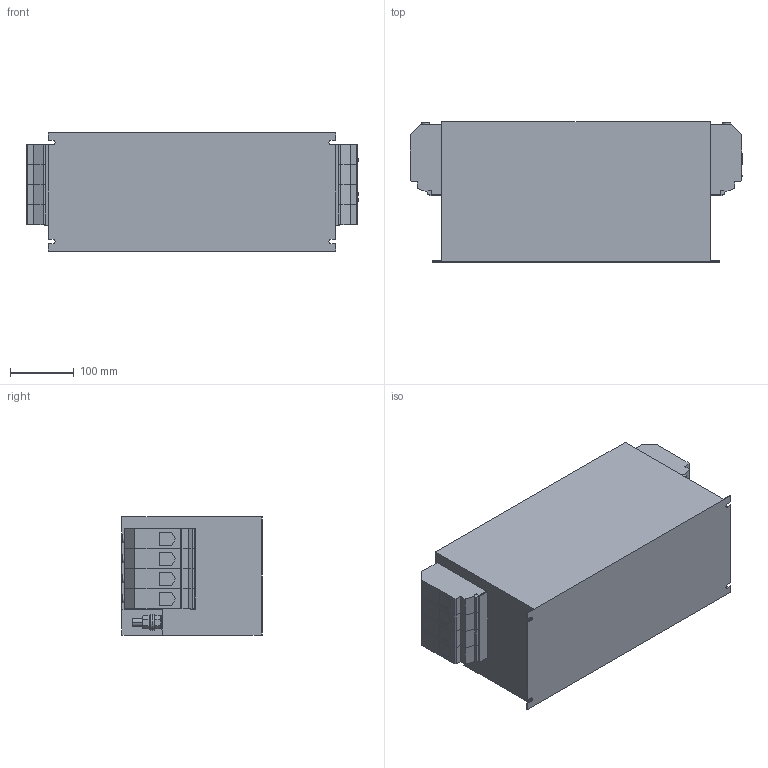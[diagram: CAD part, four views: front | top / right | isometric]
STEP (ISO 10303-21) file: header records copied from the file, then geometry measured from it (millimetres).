
FILE_DESCRIPTION (( 'STEP AP214' ), '1' );
FILE_NAME ('201178.STEP', '2020-05-28T22:33:09', ( '' ), ( '' ), 'SwSTEP 2.0', 'SolidWorks 2018', '' );
FILE_SCHEMA (( 'AUTOMOTIVE_DESIGN' ));
Length unit declared in the file: millimetre
Products named in the file (1): 201178
Bounding box: 519.5 x 219.1 x 185 mm (x, y, z)
Volume: 18117258.4 mm3; surface area: 483653.1 mm2
Topology: 1 solids, 1 shells, 380 faces, 928 edges, 588 vertices
Faces by surface type: plane 256, cylinder 64, cone 52, torus 8
Entity records: 11666 total; most frequent: CARTESIAN_POINT 2793, ORIENTED_EDGE 1856, DIRECTION 1750, EDGE_CURVE 928, LINE 612, VECTOR 612, VERTEX_POINT 588, AXIS2_PLACEMENT_3D 569
